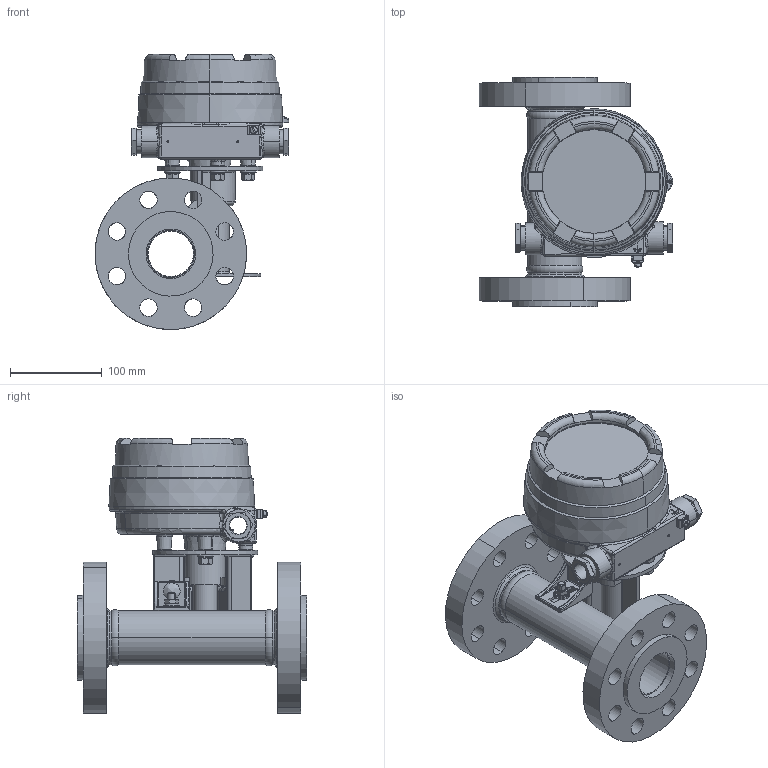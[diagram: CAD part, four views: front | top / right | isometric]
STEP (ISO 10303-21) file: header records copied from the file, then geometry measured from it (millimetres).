
FILE_DESCRIPTION (( 'STEP AP203' ), '1' );
FILE_NAME ('3809G-B-12-F-6-D-3-0.STEP', '2019-09-27T19:27:04', ( '' ), ( '' ), 'SwSTEP 2.0', 'SolidWorks 2019', '' );
FILE_SCHEMA (( 'CONFIG_CONTROL_DESIGN' ));
Length unit declared in the file: inch
Products named in the file (2): 3809G-B-12-F-6-D-3-0
Bounding box: 211.13 x 250 x 299.51 mm (x, y, z)
Volume: 1984748.7 mm3; surface area: 542067.3 mm2
Topology: 45 solids, 45 shells, 1328 faces, 3080 edges, 1823 vertices
Faces by surface type: cylinder 437, plane 369, cone 256, bspline 166, torus 70, sphere 30
Entity records: 46531 total; most frequent: CARTESIAN_POINT 17309, DIRECTION 6097, ORIENTED_EDGE 6008, EDGE_CURVE 3004, AXIS2_PLACEMENT_3D 2476, VERTEX_POINT 1823, EDGE_LOOP 1491, ADVANCED_FACE 1328
